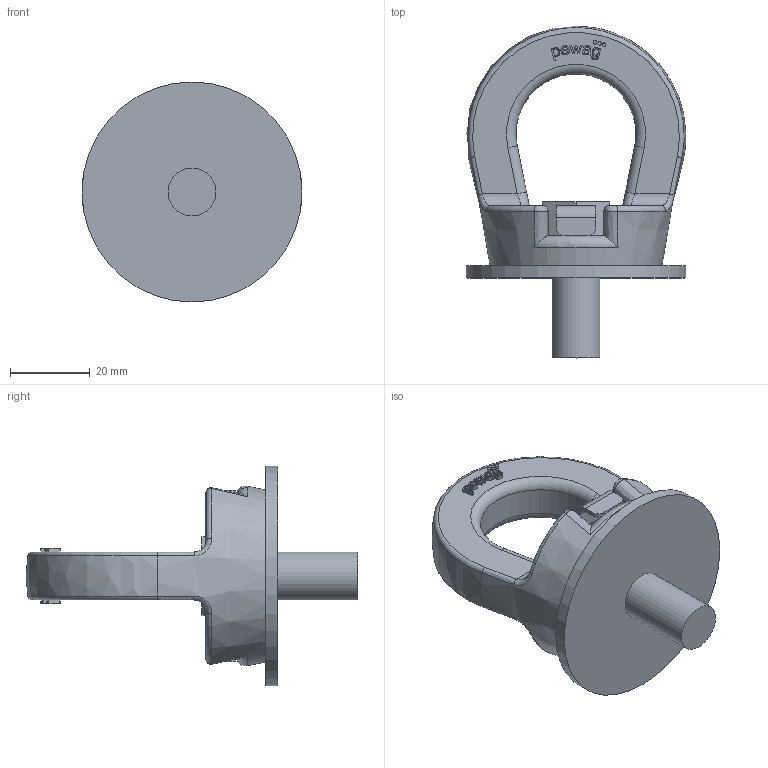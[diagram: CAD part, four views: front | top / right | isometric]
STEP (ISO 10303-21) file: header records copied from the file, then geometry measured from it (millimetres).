
FILE_DESCRIPTION(/* description */ (''),/* implementation_level */ '2;1');
FILE_NAME(/* name */ 'PLGW_PSA_M12.stp',/* time_stamp */ '2018-11-21T15:26:29+01:00',/* author */ (''),/* organization */ (''),/* preprocessor_version */ 'ST-DEVELOPER v16',/* originating_system */ 'SIEMENS PLM Software NX 11.0',/* authorisation */ '');
FILE_SCHEMA (('AUTOMOTIVE_DESIGN { 1 0 10303 214 3 1 1 1 }'));
Length unit declared in the file: millimetre
Products named in the file (1): mum17384717jax2
Bounding box: 55 x 83 x 55 mm (x, y, z)
Volume: 45904.5 mm3; surface area: 14111.9 mm2
Topology: 3 solids, 3 shells, 240 faces, 608 edges, 398 vertices
Faces by surface type: plane 119, extrusion 56, cylinder 33, bspline 20, torus 10, cone 1, sphere 1
Full cylindrical faces by diameter (mm): 0.9 x6, 12 x1, 55 x1
Entity records: 9758 total; most frequent: CARTESIAN_POINT 3481, ORIENTED_EDGE 1178, DIRECTION 872, EDGE_CURVE 589, VERTEX_POINT 389, VECTOR 336, LINE 280, EDGE_LOOP 276
